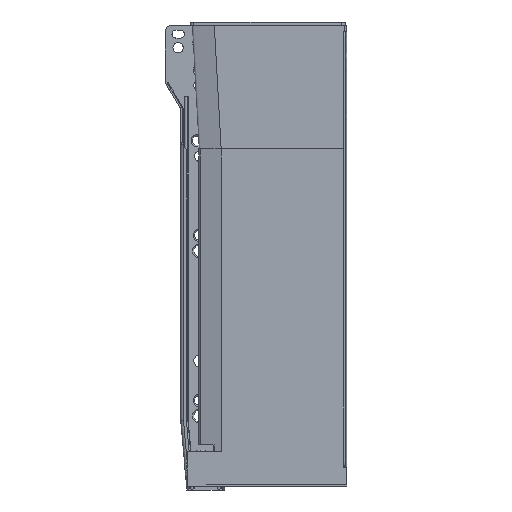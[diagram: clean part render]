
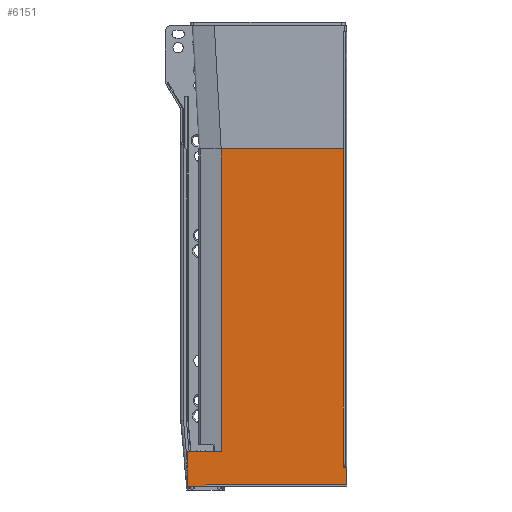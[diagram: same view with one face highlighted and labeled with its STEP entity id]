
A CAD part, left-side view. The second image highlights one B-rep face of the part: STEP entity #6151.
In plain terms, the highlighted planar face has unit normal (-1, 0, 0).
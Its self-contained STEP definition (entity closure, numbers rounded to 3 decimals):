
#23 = EDGE_CURVE ( 'NONE', #5796, #9252, #842, .T. ) ;
#107 = LINE ( 'NONE', #3085, #8778 ) ;
#114 = DIRECTION ( 'NONE',  ( 0., 0., 1. ) ) ;
#341 = LINE ( 'NONE', #4814, #7901 ) ;
#384 = CARTESIAN_POINT ( 'NONE',  ( -14.887, 79.5, -266.9 ) ) ;
#404 = VECTOR ( 'NONE', #7964, 1000. ) ;
#559 = EDGE_CURVE ( 'NONE', #7393, #8414, #7008, .T. ) ;
#630 = EDGE_CURVE ( 'NONE', #9212, #7393, #341, .T. ) ;
#646 = CARTESIAN_POINT ( 'NONE',  ( -14.887, -0.837, -72. ) ) ;
#842 = LINE ( 'NONE', #4729, #2672 ) ;
#1025 = EDGE_CURVE ( 'NONE', #7904, #7476, #6022, .T. ) ;
#1159 = CARTESIAN_POINT ( 'NONE',  ( -14.887, 90.645, -248. ) ) ;
#1173 = CARTESIAN_POINT ( 'NONE',  ( -14.887, -0.837, -268. ) ) ;
#1261 = LINE ( 'NONE', #1159, #9312 ) ;
#1328 = VECTOR ( 'NONE', #4535, 1000. ) ;
#1629 = VECTOR ( 'NONE', #6539, 1000. ) ;
#1845 = LINE ( 'NONE', #4902, #7618 ) ;
#1998 = VERTEX_POINT ( 'NONE', #6242 ) ;
#2017 = CARTESIAN_POINT ( 'NONE',  ( -14.887, 70.9, -248. ) ) ;
#2092 = VECTOR ( 'NONE', #7892, 1000. ) ;
#2163 = EDGE_CURVE ( 'NONE', #8414, #9252, #6441, .T. ) ;
#2194 = DIRECTION ( 'NONE',  ( -1., 0., 0. ) ) ;
#2284 = CARTESIAN_POINT ( 'NONE',  ( -14.887, 70.9, -72. ) ) ;
#2439 = ORIENTED_EDGE ( 'NONE', *, *, #630, .T. ) ;
#2672 = VECTOR ( 'NONE', #114, 1000. ) ;
#2689 = ORIENTED_EDGE ( 'NONE', *, *, #5959, .F. ) ;
#2944 = CARTESIAN_POINT ( 'NONE',  ( -14.887, -2.091, -268. ) ) ;
#3085 = CARTESIAN_POINT ( 'NONE',  ( -14.887, 79.5, -268. ) ) ;
#3418 = DIRECTION ( 'NONE',  ( 0., 0., -1. ) ) ;
#3482 = PLANE ( 'NONE',  #7585 ) ;
#3668 = CARTESIAN_POINT ( 'NONE',  ( -14.887, -2.091, -257. ) ) ;
#3876 = DIRECTION ( 'NONE',  ( 0., 0., -1. ) ) ;
#4314 = VERTEX_POINT ( 'NONE', #4670 ) ;
#4475 = ORIENTED_EDGE ( 'NONE', *, *, #2163, .T. ) ;
#4535 = DIRECTION ( 'NONE',  ( 0., -1., 0. ) ) ;
#4548 = EDGE_CURVE ( 'NONE', #4314, #1998, #1845, .T. ) ;
#4670 = CARTESIAN_POINT ( 'NONE',  ( -14.887, 90.645, -268. ) ) ;
#4692 = CARTESIAN_POINT ( 'NONE',  ( -14.887, -2.091, -266.9 ) ) ;
#4729 = CARTESIAN_POINT ( 'NONE',  ( -14.887, 70.9, -268. ) ) ;
#4745 = EDGE_CURVE ( 'NONE', #6137, #4314, #1261, .T. ) ;
#4814 = CARTESIAN_POINT ( 'NONE',  ( -14.887, -378., -257. ) ) ;
#4902 = CARTESIAN_POINT ( 'NONE',  ( -14.887, 70.9, -268. ) ) ;
#4947 = ORIENTED_EDGE ( 'NONE', *, *, #4548, .T. ) ;
#5288 = DIRECTION ( 'NONE',  ( 0., 1., 0. ) ) ;
#5525 = ORIENTED_EDGE ( 'NONE', *, *, #5843, .F. ) ;
#5539 = CARTESIAN_POINT ( 'NONE',  ( -14.887, 90.645, -248. ) ) ;
#5741 = CARTESIAN_POINT ( 'NONE',  ( -14.887, -0.837, -268. ) ) ;
#5796 = VERTEX_POINT ( 'NONE', #2017 ) ;
#5843 = EDGE_CURVE ( 'NONE', #9212, #7904, #8107, .T. ) ;
#5959 = EDGE_CURVE ( 'NONE', #6137, #5796, #7505, .T. ) ;
#6022 = LINE ( 'NONE', #6667, #8206 ) ;
#6137 = VERTEX_POINT ( 'NONE', #5539 ) ;
#6151 = ADVANCED_FACE ( 'NONE', ( #8922 ), #3482, .T. ) ;
#6242 = CARTESIAN_POINT ( 'NONE',  ( -14.887, 79.5, -268. ) ) ;
#6441 = LINE ( 'NONE', #646, #404 ) ;
#6539 = DIRECTION ( 'NONE',  ( 0., 0., -1. ) ) ;
#6569 = ORIENTED_EDGE ( 'NONE', *, *, #1025, .F. ) ;
#6667 = CARTESIAN_POINT ( 'NONE',  ( -14.887, -2.091, -266.9 ) ) ;
#7008 = LINE ( 'NONE', #1173, #2092 ) ;
#7354 = DIRECTION ( 'NONE',  ( 0., 0., -1. ) ) ;
#7393 = VERTEX_POINT ( 'NONE', #9020 ) ;
#7476 = VERTEX_POINT ( 'NONE', #384 ) ;
#7505 = LINE ( 'NONE', #9179, #1328 ) ;
#7585 = AXIS2_PLACEMENT_3D ( 'NONE', #5741, #2194, #7354 ) ;
#7618 = VECTOR ( 'NONE', #7888, 1000. ) ;
#7809 = ORIENTED_EDGE ( 'NONE', *, *, #8004, .F. ) ;
#7888 = DIRECTION ( 'NONE',  ( 0., -1., 0. ) ) ;
#7892 = DIRECTION ( 'NONE',  ( 0., 0., 1. ) ) ;
#7901 = VECTOR ( 'NONE', #8586, 1000. ) ;
#7904 = VERTEX_POINT ( 'NONE', #4692 ) ;
#7964 = DIRECTION ( 'NONE',  ( 0., 1., 0. ) ) ;
#8004 = EDGE_CURVE ( 'NONE', #7476, #1998, #107, .T. ) ;
#8107 = LINE ( 'NONE', #2944, #1629 ) ;
#8189 = ORIENTED_EDGE ( 'NONE', *, *, #23, .F. ) ;
#8206 = VECTOR ( 'NONE', #5288, 1000. ) ;
#8414 = VERTEX_POINT ( 'NONE', #9122 ) ;
#8549 = ORIENTED_EDGE ( 'NONE', *, *, #4745, .T. ) ;
#8586 = DIRECTION ( 'NONE',  ( 0., 1., 0. ) ) ;
#8778 = VECTOR ( 'NONE', #3876, 1000. ) ;
#8922 = FACE_OUTER_BOUND ( 'NONE', #9170, .T. ) ;
#9020 = CARTESIAN_POINT ( 'NONE',  ( -14.887, -0.837, -257. ) ) ;
#9122 = CARTESIAN_POINT ( 'NONE',  ( -14.887, -0.837, -72. ) ) ;
#9170 = EDGE_LOOP ( 'NONE', ( #6569, #5525, #2439, #9245, #4475, #8189, #2689, #8549, #4947, #7809 ) ) ;
#9179 = CARTESIAN_POINT ( 'NONE',  ( -14.887, 70.9, -248. ) ) ;
#9212 = VERTEX_POINT ( 'NONE', #3668 ) ;
#9245 = ORIENTED_EDGE ( 'NONE', *, *, #559, .T. ) ;
#9252 = VERTEX_POINT ( 'NONE', #2284 ) ;
#9312 = VECTOR ( 'NONE', #3418, 1000. ) ;
